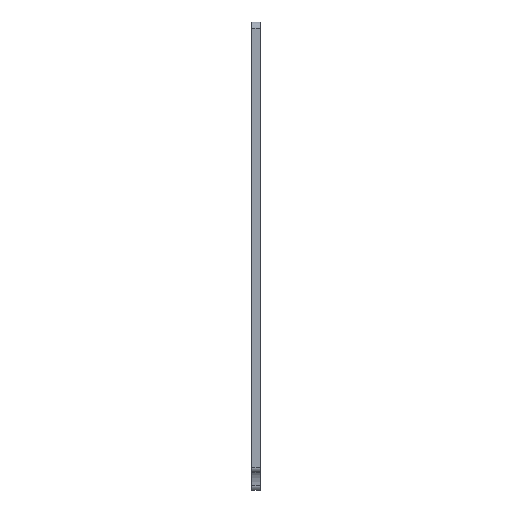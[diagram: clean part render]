
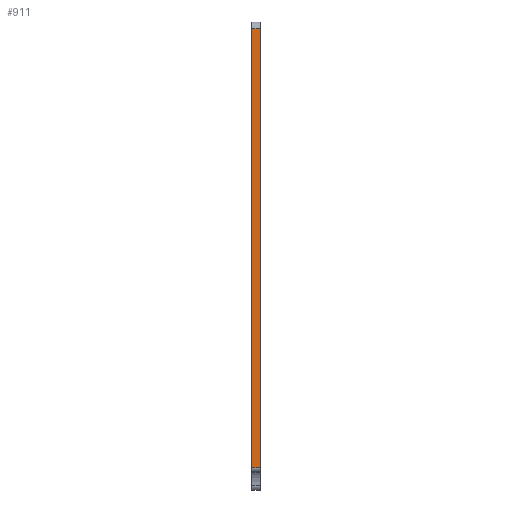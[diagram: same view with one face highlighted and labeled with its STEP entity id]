
A CAD part, left-side view. The second image highlights one B-rep face of the part: STEP entity #911.
In plain terms, the highlighted planar face has unit normal (-1, 0, 0).
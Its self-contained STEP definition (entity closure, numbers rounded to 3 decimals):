
#411 = LINE ( 'NONE', #11502, #927 ) ;
#422 = DIRECTION ( 'NONE',  ( 0., -1., 0. ) ) ;
#911 = ADVANCED_FACE ( 'NONE', ( #2614 ), #6558, .F. ) ;
#924 = EDGE_CURVE ( 'NONE', #6019, #12273, #4581, .T. ) ;
#927 = VECTOR ( 'NONE', #12585, 1000. ) ;
#1342 = AXIS2_PLACEMENT_3D ( 'NONE', #1657, #5574, #9505 ) ;
#1657 = CARTESIAN_POINT ( 'NONE',  ( -152.5, 6.35, -152.5 ) ) ;
#2133 = EDGE_LOOP ( 'NONE', ( #11781, #6166, #7157, #2513 ) ) ;
#2306 = LINE ( 'NONE', #11300, #12714 ) ;
#2513 = ORIENTED_EDGE ( 'NONE', *, *, #924, .T. ) ;
#2614 = FACE_OUTER_BOUND ( 'NONE', #2133, .T. ) ;
#3412 = VERTEX_POINT ( 'NONE', #6518 ) ;
#4581 = LINE ( 'NONE', #8530, #5242 ) ;
#5153 = CARTESIAN_POINT ( 'NONE',  ( -152.5, 0., 163.5 ) ) ;
#5242 = VECTOR ( 'NONE', #7569, 1000. ) ;
#5488 = VECTOR ( 'NONE', #7216, 1000. ) ;
#5574 = DIRECTION ( 'NONE',  ( 1., 0., 0. ) ) ;
#6019 = VERTEX_POINT ( 'NONE', #5153 ) ;
#6166 = ORIENTED_EDGE ( 'NONE', *, *, #12788, .T. ) ;
#6518 = CARTESIAN_POINT ( 'NONE',  ( -152.5, 6.35, -155.5 ) ) ;
#6558 = PLANE ( 'NONE',  #1342 ) ;
#7157 = ORIENTED_EDGE ( 'NONE', *, *, #12666, .T. ) ;
#7216 = DIRECTION ( 'NONE',  ( 0., 0., 1. ) ) ;
#7569 = DIRECTION ( 'NONE',  ( 0., 1., 0. ) ) ;
#7909 = EDGE_CURVE ( 'NONE', #3412, #12273, #411, .T. ) ;
#8350 = LINE ( 'NONE', #12242, #5488 ) ;
#8530 = CARTESIAN_POINT ( 'NONE',  ( -152.5, 6.35, 163.5 ) ) ;
#9505 = DIRECTION ( 'NONE',  ( 0., 0., -1. ) ) ;
#10034 = CARTESIAN_POINT ( 'NONE',  ( -152.5, 6.35, 163.5 ) ) ;
#10253 = VERTEX_POINT ( 'NONE', #10661 ) ;
#10661 = CARTESIAN_POINT ( 'NONE',  ( -152.5, 0., -155.5 ) ) ;
#11300 = CARTESIAN_POINT ( 'NONE',  ( -152.5, 0., -155.5 ) ) ;
#11502 = CARTESIAN_POINT ( 'NONE',  ( -152.5, 6.35, -152.5 ) ) ;
#11781 = ORIENTED_EDGE ( 'NONE', *, *, #7909, .F. ) ;
#12242 = CARTESIAN_POINT ( 'NONE',  ( -152.5, 0., -152.5 ) ) ;
#12273 = VERTEX_POINT ( 'NONE', #10034 ) ;
#12585 = DIRECTION ( 'NONE',  ( 0., 0., 1. ) ) ;
#12666 = EDGE_CURVE ( 'NONE', #10253, #6019, #8350, .T. ) ;
#12714 = VECTOR ( 'NONE', #422, 1000. ) ;
#12788 = EDGE_CURVE ( 'NONE', #3412, #10253, #2306, .T. ) ;
